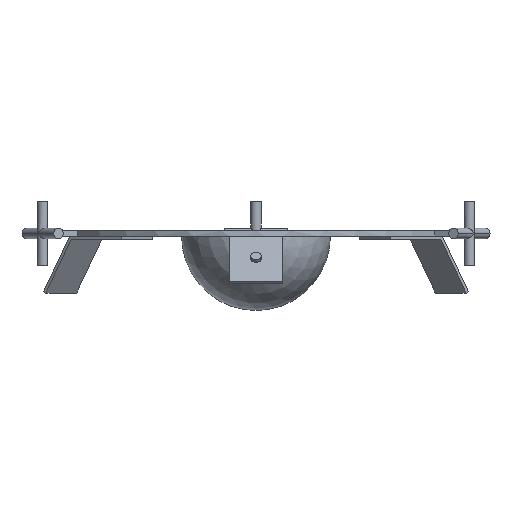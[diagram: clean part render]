
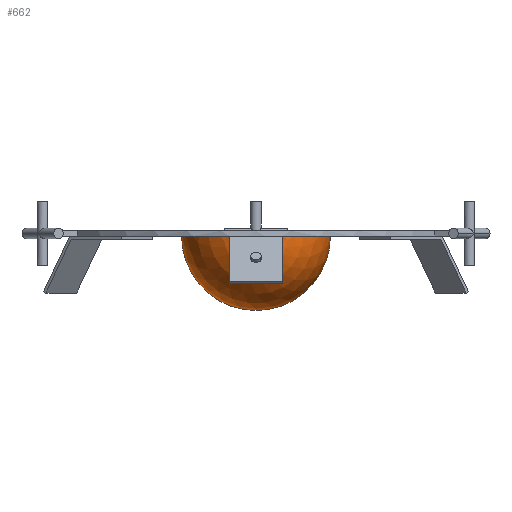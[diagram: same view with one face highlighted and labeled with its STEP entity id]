
A CAD part, front view. The second image highlights one B-rep face of the part: STEP entity #662.
In plain terms, the highlighted spherical face has radius 70 mm.
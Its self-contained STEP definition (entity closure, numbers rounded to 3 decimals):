
#48 = AXIS2_PLACEMENT_3D ( 'NONE', #1204, #1959, #2580 ) ;
#52 = CARTESIAN_POINT ( 'NONE',  ( 0., 0., 0. ) ) ;
#57 = DIRECTION ( 'NONE',  ( 0., 1., 0. ) ) ;
#74 = DIRECTION ( 'NONE',  ( 0., 0., 1. ) ) ;
#145 = ORIENTED_EDGE ( 'NONE', *, *, #887, .F. ) ;
#249 = DIRECTION ( 'NONE',  ( 0., -1., 0. ) ) ;
#260 = VERTEX_POINT ( 'NONE', #1980 ) ;
#267 = DIRECTION ( 'NONE',  ( 1., 0., 0. ) ) ;
#541 = DIRECTION ( 'NONE',  ( 0., 0., -1. ) ) ;
#662 = ADVANCED_FACE ( 'NONE', ( #773 ), #1065, .T. ) ;
#773 = FACE_OUTER_BOUND ( 'NONE', #2140, .T. ) ;
#887 = EDGE_CURVE ( 'NONE', #260, #1217, #2419, .T. ) ;
#958 = AXIS2_PLACEMENT_3D ( 'NONE', #52, #249, #267 ) ;
#1065 = SPHERICAL_SURFACE ( 'NONE', #48, 70. ) ;
#1123 = CIRCLE ( 'NONE', #958, 70. ) ;
#1178 = DIRECTION ( 'NONE',  ( 1., 0., 0. ) ) ;
#1204 = CARTESIAN_POINT ( 'NONE',  ( 0., 0., 0. ) ) ;
#1217 = VERTEX_POINT ( 'NONE', #2175 ) ;
#1356 = AXIS2_PLACEMENT_3D ( 'NONE', #1533, #541, #1178 ) ;
#1431 = CIRCLE ( 'NONE', #1356, 70. ) ;
#1439 = VERTEX_POINT ( 'NONE', #1889 ) ;
#1533 = CARTESIAN_POINT ( 'NONE',  ( 0., 0., 0. ) ) ;
#1568 = EDGE_CURVE ( 'NONE', #260, #1439, #1431, .T. ) ;
#1658 = CARTESIAN_POINT ( 'NONE',  ( 0., 0., 0. ) ) ;
#1889 = CARTESIAN_POINT ( 'NONE',  ( -70., 0., 0. ) ) ;
#1959 = DIRECTION ( 'NONE',  ( 0., -1., 0. ) ) ;
#1980 = CARTESIAN_POINT ( 'NONE',  ( 70., 0., 0. ) ) ;
#2062 = ORIENTED_EDGE ( 'NONE', *, *, #1568, .T. ) ;
#2092 = EDGE_CURVE ( 'NONE', #1439, #1217, #1123, .T. ) ;
#2140 = EDGE_LOOP ( 'NONE', ( #2062, #2413, #145 ) ) ;
#2175 = CARTESIAN_POINT ( 'NONE',  ( 0., 0., -70. ) ) ;
#2190 = AXIS2_PLACEMENT_3D ( 'NONE', #1658, #57, #74 ) ;
#2413 = ORIENTED_EDGE ( 'NONE', *, *, #2092, .T. ) ;
#2419 = CIRCLE ( 'NONE', #2190, 70. ) ;
#2580 = DIRECTION ( 'NONE',  ( 1., 0., 0. ) ) ;
